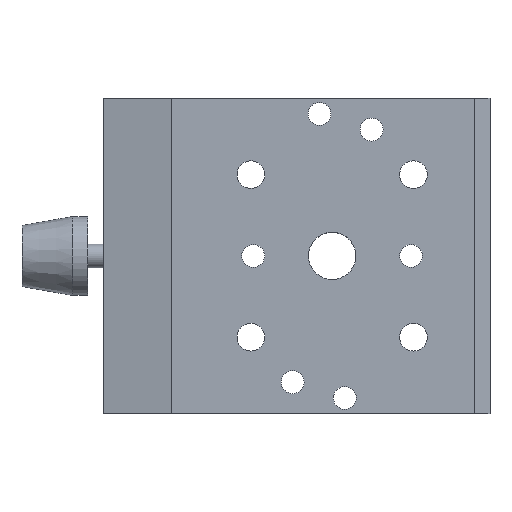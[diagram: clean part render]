
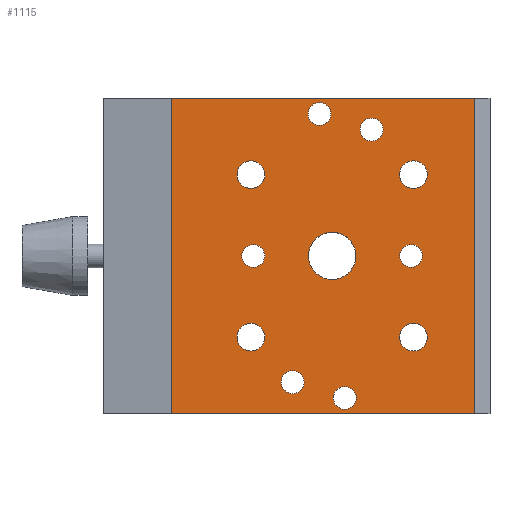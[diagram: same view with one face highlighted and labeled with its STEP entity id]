
A CAD part, top view. The second image highlights one B-rep face of the part: STEP entity #1115.
In plain terms, the highlighted planar face has unit normal (0, 0, 1).
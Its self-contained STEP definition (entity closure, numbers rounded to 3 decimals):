
#26=PLANE('',#1215);
#83=FACE_BOUND('',#234,.T.);
#84=FACE_BOUND('',#235,.T.);
#85=FACE_BOUND('',#236,.T.);
#86=FACE_BOUND('',#237,.T.);
#87=FACE_BOUND('',#238,.T.);
#88=FACE_BOUND('',#239,.T.);
#89=FACE_BOUND('',#240,.T.);
#90=FACE_BOUND('',#241,.T.);
#91=FACE_BOUND('',#242,.T.);
#92=FACE_BOUND('',#243,.T.);
#93=FACE_BOUND('',#244,.T.);
#138=FACE_OUTER_BOUND('',#233,.T.);
#233=EDGE_LOOP('',(#817,#818,#819,#820));
#234=EDGE_LOOP('',(#821));
#235=EDGE_LOOP('',(#822));
#236=EDGE_LOOP('',(#823));
#237=EDGE_LOOP('',(#824));
#238=EDGE_LOOP('',(#825));
#239=EDGE_LOOP('',(#826));
#240=EDGE_LOOP('',(#827));
#241=EDGE_LOOP('',(#828));
#242=EDGE_LOOP('',(#829));
#243=EDGE_LOOP('',(#830));
#244=EDGE_LOOP('',(#831));
#314=CIRCLE('',#1183,1.75);
#317=CIRCLE('',#1188,1.75);
#320=CIRCLE('',#1193,1.75);
#323=CIRCLE('',#1198,1.75);
#335=CIRCLE('',#1216,3.);
#336=CIRCLE('',#1217,1.45);
#337=CIRCLE('',#1218,1.45);
#338=CIRCLE('',#1219,1.45);
#339=CIRCLE('',#1220,1.45);
#340=CIRCLE('',#1221,1.45);
#341=CIRCLE('',#1222,1.45);
#373=LINE('',#1759,#449);
#374=LINE('',#1761,#450);
#375=LINE('',#1763,#451);
#376=LINE('',#1764,#452);
#449=VECTOR('',#1413,40.);
#450=VECTOR('',#1414,38.406);
#451=VECTOR('',#1415,40.);
#452=VECTOR('',#1416,38.406);
#527=VERTEX_POINT('',#1686);
#530=VERTEX_POINT('',#1694);
#533=VERTEX_POINT('',#1702);
#536=VERTEX_POINT('',#1710);
#556=VERTEX_POINT('',#1757);
#557=VERTEX_POINT('',#1758);
#558=VERTEX_POINT('',#1760);
#559=VERTEX_POINT('',#1762);
#560=VERTEX_POINT('',#1765);
#561=VERTEX_POINT('',#1767);
#562=VERTEX_POINT('',#1769);
#563=VERTEX_POINT('',#1771);
#564=VERTEX_POINT('',#1773);
#565=VERTEX_POINT('',#1775);
#566=VERTEX_POINT('',#1777);
#630=EDGE_CURVE('',#527,#527,#314,.T.);
#633=EDGE_CURVE('',#530,#530,#317,.T.);
#636=EDGE_CURVE('',#533,#533,#320,.T.);
#639=EDGE_CURVE('',#536,#536,#323,.T.);
#660=EDGE_CURVE('',#556,#557,#373,.T.);
#661=EDGE_CURVE('',#557,#558,#374,.T.);
#662=EDGE_CURVE('',#559,#558,#375,.T.);
#663=EDGE_CURVE('',#556,#559,#376,.T.);
#664=EDGE_CURVE('',#560,#560,#335,.T.);
#665=EDGE_CURVE('',#561,#561,#336,.T.);
#666=EDGE_CURVE('',#562,#562,#337,.T.);
#667=EDGE_CURVE('',#563,#563,#338,.T.);
#668=EDGE_CURVE('',#564,#564,#339,.T.);
#669=EDGE_CURVE('',#565,#565,#340,.T.);
#670=EDGE_CURVE('',#566,#566,#341,.T.);
#817=ORIENTED_EDGE('',*,*,#660,.T.);
#818=ORIENTED_EDGE('',*,*,#661,.T.);
#819=ORIENTED_EDGE('',*,*,#662,.F.);
#820=ORIENTED_EDGE('',*,*,#663,.F.);
#821=ORIENTED_EDGE('',*,*,#630,.F.);
#822=ORIENTED_EDGE('',*,*,#633,.F.);
#823=ORIENTED_EDGE('',*,*,#636,.F.);
#824=ORIENTED_EDGE('',*,*,#639,.F.);
#825=ORIENTED_EDGE('',*,*,#664,.F.);
#826=ORIENTED_EDGE('',*,*,#665,.F.);
#827=ORIENTED_EDGE('',*,*,#666,.F.);
#828=ORIENTED_EDGE('',*,*,#667,.F.);
#829=ORIENTED_EDGE('',*,*,#668,.F.);
#830=ORIENTED_EDGE('',*,*,#669,.F.);
#831=ORIENTED_EDGE('',*,*,#670,.F.);
#1115=ADVANCED_FACE('',(#138,#83,#84,#85,#86,#87,#88,#89,#90,#91,#92,#93),
#26,.T.);
#1183=AXIS2_PLACEMENT_3D('',#1687,#1338,#1339);
#1188=AXIS2_PLACEMENT_3D('',#1695,#1348,#1349);
#1193=AXIS2_PLACEMENT_3D('',#1703,#1358,#1359);
#1198=AXIS2_PLACEMENT_3D('',#1711,#1368,#1369);
#1215=AXIS2_PLACEMENT_3D('',#1756,#1411,#1412);
#1216=AXIS2_PLACEMENT_3D('',#1766,#1417,#1418);
#1217=AXIS2_PLACEMENT_3D('',#1768,#1419,#1420);
#1218=AXIS2_PLACEMENT_3D('',#1770,#1421,#1422);
#1219=AXIS2_PLACEMENT_3D('',#1772,#1423,#1424);
#1220=AXIS2_PLACEMENT_3D('',#1774,#1425,#1426);
#1221=AXIS2_PLACEMENT_3D('',#1776,#1427,#1428);
#1222=AXIS2_PLACEMENT_3D('',#1778,#1429,#1430);
#1338=DIRECTION('center_axis',(0.,0.,1.));
#1339=DIRECTION('ref_axis',(-0.021,-1.,0.));
#1348=DIRECTION('center_axis',(0.,0.,1.));
#1349=DIRECTION('ref_axis',(-0.021,-1.,0.));
#1358=DIRECTION('center_axis',(0.,0.,1.));
#1359=DIRECTION('ref_axis',(-0.021,-1.,0.));
#1368=DIRECTION('center_axis',(0.,0.,1.));
#1369=DIRECTION('ref_axis',(-0.021,-1.,0.));
#1411=DIRECTION('center_axis',(0.,0.,1.));
#1412=DIRECTION('ref_axis',(1.,0.,0.));
#1413=DIRECTION('',(0.,1.,0.));
#1414=DIRECTION('',(-1.,0.,0.));
#1415=DIRECTION('',(0.,1.,0.));
#1416=DIRECTION('',(-1.,0.,0.));
#1417=DIRECTION('center_axis',(0.,0.,1.));
#1418=DIRECTION('ref_axis',(0.714,-0.7,0.));
#1419=DIRECTION('center_axis',(0.,0.,1.));
#1420=DIRECTION('ref_axis',(0.,-1.,0.));
#1421=DIRECTION('center_axis',(0.,0.,1.));
#1422=DIRECTION('ref_axis',(0.,-1.,0.));
#1423=DIRECTION('center_axis',(0.,0.,1.));
#1424=DIRECTION('ref_axis',(0.,-1.,0.));
#1425=DIRECTION('center_axis',(0.,0.,1.));
#1426=DIRECTION('ref_axis',(0.,-1.,0.));
#1427=DIRECTION('center_axis',(0.,0.,1.));
#1428=DIRECTION('ref_axis',(0.,-1.,0.));
#1429=DIRECTION('center_axis',(0.,0.,1.));
#1430=DIRECTION('ref_axis',(0.,-1.,0.));
#1686=CARTESIAN_POINT('',(104.667,61.268,21.632));
#1687=CARTESIAN_POINT('Origin',(102.917,61.268,21.632));
#1694=CARTESIAN_POINT('',(125.267,61.268,21.632));
#1695=CARTESIAN_POINT('Origin',(123.517,61.268,21.632));
#1702=CARTESIAN_POINT('',(125.267,40.668,21.632));
#1703=CARTESIAN_POINT('Origin',(123.517,40.668,21.632));
#1710=CARTESIAN_POINT('',(104.667,40.668,21.632));
#1711=CARTESIAN_POINT('Origin',(102.917,40.668,21.632));
#1756=CARTESIAN_POINT('Origin',(131.217,31.368,21.632));
#1757=CARTESIAN_POINT('',(131.217,30.968,21.632));
#1758=CARTESIAN_POINT('',(131.217,70.968,21.632));
#1759=CARTESIAN_POINT('',(131.217,30.968,21.632));
#1760=CARTESIAN_POINT('',(92.811,70.968,21.632));
#1761=CARTESIAN_POINT('',(131.217,70.968,21.632));
#1762=CARTESIAN_POINT('',(92.811,30.968,21.632));
#1763=CARTESIAN_POINT('',(92.811,30.968,21.632));
#1764=CARTESIAN_POINT('',(131.217,30.968,21.632));
#1765=CARTESIAN_POINT('',(110.217,50.968,21.632));
#1766=CARTESIAN_POINT('Origin',(113.217,50.968,21.632));
#1767=CARTESIAN_POINT('',(110.167,68.968,21.632));
#1768=CARTESIAN_POINT('Origin',(111.617,68.968,21.632));
#1769=CARTESIAN_POINT('',(113.367,32.968,21.632));
#1770=CARTESIAN_POINT('Origin',(114.817,32.968,21.632));
#1771=CARTESIAN_POINT('',(121.767,50.968,21.632));
#1772=CARTESIAN_POINT('Origin',(123.217,50.968,21.632));
#1773=CARTESIAN_POINT('',(101.767,50.968,21.632));
#1774=CARTESIAN_POINT('Origin',(103.217,50.968,21.632));
#1775=CARTESIAN_POINT('',(116.767,66.968,21.632));
#1776=CARTESIAN_POINT('Origin',(118.217,66.968,21.632));
#1777=CARTESIAN_POINT('',(106.767,34.968,21.632));
#1778=CARTESIAN_POINT('Origin',(108.217,34.968,21.632));
